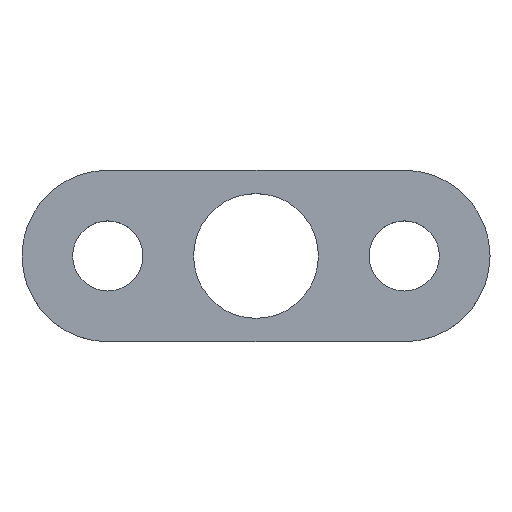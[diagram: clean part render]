
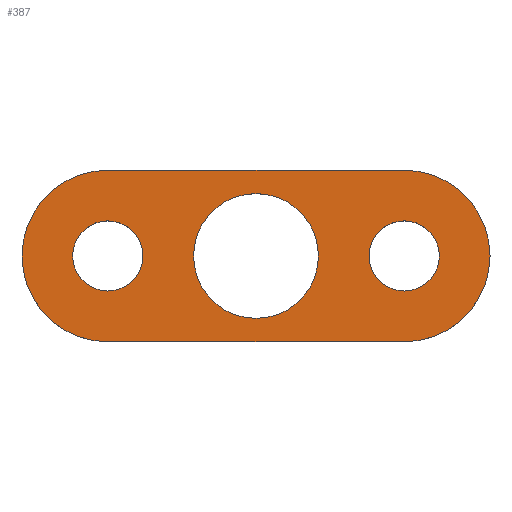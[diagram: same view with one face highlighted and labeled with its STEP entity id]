
A CAD part, top view. The second image highlights one B-rep face of the part: STEP entity #387.
In plain terms, the highlighted planar face has unit normal (0, 0, 1).
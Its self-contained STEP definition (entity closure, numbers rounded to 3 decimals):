
#5 = ORIENTED_EDGE ( 'NONE', *, *, #22, .F. ) ;
#10 = CARTESIAN_POINT ( 'NONE',  ( -9.5, -5.5, 2. ) ) ;
#15 = FACE_BOUND ( 'NONE', #410, .T. ) ;
#22 = EDGE_CURVE ( 'NONE', #159, #287, #413, .T. ) ;
#26 = CARTESIAN_POINT ( 'NONE',  ( -9.5, -5.5, 2. ) ) ;
#27 = AXIS2_PLACEMENT_3D ( 'NONE', #86, #303, #195 ) ;
#34 = DIRECTION ( 'NONE',  ( 0., 0., 1. ) ) ;
#36 = DIRECTION ( 'NONE',  ( 1., 0., 0. ) ) ;
#45 = CARTESIAN_POINT ( 'NONE',  ( -9.5, 0., 2. ) ) ;
#46 = VERTEX_POINT ( 'NONE', #26 ) ;
#48 = DIRECTION ( 'NONE',  ( 1., 0., 0. ) ) ;
#53 = EDGE_LOOP ( 'NONE', ( #5, #117 ) ) ;
#55 = CARTESIAN_POINT ( 'NONE',  ( -9.5, 5.5, 2. ) ) ;
#58 = EDGE_CURVE ( 'NONE', #375, #290, #87, .T. ) ;
#61 = CARTESIAN_POINT ( 'NONE',  ( 9.5, 5.5, 2. ) ) ;
#65 = DIRECTION ( 'NONE',  ( 0., 0., 1. ) ) ;
#66 = AXIS2_PLACEMENT_3D ( 'NONE', #45, #191, #248 ) ;
#69 = DIRECTION ( 'NONE',  ( 1., 0., 0. ) ) ;
#73 = CARTESIAN_POINT ( 'NONE',  ( 7.25, 0., 2. ) ) ;
#82 = EDGE_LOOP ( 'NONE', ( #119, #445 ) ) ;
#85 = ORIENTED_EDGE ( 'NONE', *, *, #327, .F. ) ;
#86 = CARTESIAN_POINT ( 'NONE',  ( -9.5, 0., 2. ) ) ;
#87 = CIRCLE ( 'NONE', #311, 5.5 ) ;
#93 = CARTESIAN_POINT ( 'NONE',  ( 9.5, 0., 2. ) ) ;
#101 = DIRECTION ( 'NONE',  ( 1., 0., 0. ) ) ;
#115 = ORIENTED_EDGE ( 'NONE', *, *, #184, .T. ) ;
#116 = EDGE_CURVE ( 'NONE', #222, #126, #234, .T. ) ;
#117 = ORIENTED_EDGE ( 'NONE', *, *, #198, .F. ) ;
#119 = ORIENTED_EDGE ( 'NONE', *, *, #262, .F. ) ;
#126 = VERTEX_POINT ( 'NONE', #273 ) ;
#140 = CARTESIAN_POINT ( 'NONE',  ( -11.75, 0., 2. ) ) ;
#153 = AXIS2_PLACEMENT_3D ( 'NONE', #163, #205, #379 ) ;
#155 = VERTEX_POINT ( 'NONE', #140 ) ;
#157 = ORIENTED_EDGE ( 'NONE', *, *, #175, .T. ) ;
#158 = DIRECTION ( 'NONE',  ( 1., 0., 0. ) ) ;
#159 = VERTEX_POINT ( 'NONE', #461 ) ;
#162 = DIRECTION ( 'NONE',  ( 0., 0., 1. ) ) ;
#163 = CARTESIAN_POINT ( 'NONE',  ( 0., 0., 2. ) ) ;
#168 = VECTOR ( 'NONE', #440, 1000. ) ;
#175 = EDGE_CURVE ( 'NONE', #46, #375, #438, .T. ) ;
#179 = CARTESIAN_POINT ( 'NONE',  ( -7.25, 0., 2. ) ) ;
#184 = EDGE_CURVE ( 'NONE', #437, #46, #405, .T. ) ;
#188 = ORIENTED_EDGE ( 'NONE', *, *, #58, .T. ) ;
#191 = DIRECTION ( 'NONE',  ( 0., 0., 1. ) ) ;
#195 = DIRECTION ( 'NONE',  ( 1., 0., 0. ) ) ;
#198 = EDGE_CURVE ( 'NONE', #287, #159, #289, .T. ) ;
#200 = AXIS2_PLACEMENT_3D ( 'NONE', #93, #162, #158 ) ;
#204 = DIRECTION ( 'NONE',  ( 1., 0., 0. ) ) ;
#205 = DIRECTION ( 'NONE',  ( 0., 0., 1. ) ) ;
#206 = EDGE_CURVE ( 'NONE', #338, #437, #266, .T. ) ;
#220 = ORIENTED_EDGE ( 'NONE', *, *, #305, .T. ) ;
#221 = CARTESIAN_POINT ( 'NONE',  ( -9.5, 0., 2. ) ) ;
#222 = VERTEX_POINT ( 'NONE', #73 ) ;
#225 = AXIS2_PLACEMENT_3D ( 'NONE', #365, #34, #330 ) ;
#234 = CIRCLE ( 'NONE', #276, 2.25 ) ;
#239 = CARTESIAN_POINT ( 'NONE',  ( 9.5, 0., 2. ) ) ;
#247 = CIRCLE ( 'NONE', #200, 2.25 ) ;
#248 = DIRECTION ( 'NONE',  ( 1., 0., 0. ) ) ;
#249 = EDGE_CURVE ( 'NONE', #155, #253, #369, .T. ) ;
#250 = AXIS2_PLACEMENT_3D ( 'NONE', #221, #353, #429 ) ;
#253 = VERTEX_POINT ( 'NONE', #179 ) ;
#262 = EDGE_CURVE ( 'NONE', #126, #222, #247, .T. ) ;
#266 = CIRCLE ( 'NONE', #66, 5.5 ) ;
#271 = ORIENTED_EDGE ( 'NONE', *, *, #206, .T. ) ;
#272 = CARTESIAN_POINT ( 'NONE',  ( -9.5, 5.5, 2. ) ) ;
#273 = CARTESIAN_POINT ( 'NONE',  ( 11.75, 0., 2. ) ) ;
#276 = AXIS2_PLACEMENT_3D ( 'NONE', #315, #280, #69 ) ;
#280 = DIRECTION ( 'NONE',  ( 0., 0., 1. ) ) ;
#287 = VERTEX_POINT ( 'NONE', #411 ) ;
#289 = CIRCLE ( 'NONE', #225, 4. ) ;
#290 = VERTEX_POINT ( 'NONE', #61 ) ;
#292 = EDGE_LOOP ( 'NONE', ( #271, #115, #157, #188, #220 ) ) ;
#296 = ORIENTED_EDGE ( 'NONE', *, *, #249, .F. ) ;
#299 = LINE ( 'NONE', #55, #168 ) ;
#301 = CIRCLE ( 'NONE', #392, 2.25 ) ;
#303 = DIRECTION ( 'NONE',  ( 0., 0., 1. ) ) ;
#305 = EDGE_CURVE ( 'NONE', #290, #338, #299, .T. ) ;
#311 = AXIS2_PLACEMENT_3D ( 'NONE', #239, #65, #101 ) ;
#315 = CARTESIAN_POINT ( 'NONE',  ( 9.5, 0., 2. ) ) ;
#327 = EDGE_CURVE ( 'NONE', #253, #155, #301, .T. ) ;
#330 = DIRECTION ( 'NONE',  ( 1., 0., 0. ) ) ;
#337 = CARTESIAN_POINT ( 'NONE',  ( -9.5, 0., 2. ) ) ;
#338 = VERTEX_POINT ( 'NONE', #272 ) ;
#339 = DIRECTION ( 'NONE',  ( 0., 0., 1. ) ) ;
#353 = DIRECTION ( 'NONE',  ( 0., 0., 1. ) ) ;
#356 = CARTESIAN_POINT ( 'NONE',  ( -9.5, 0., 2. ) ) ;
#365 = CARTESIAN_POINT ( 'NONE',  ( 0., 0., 2. ) ) ;
#369 = CIRCLE ( 'NONE', #396, 2.25 ) ;
#374 = PLANE ( 'NONE',  #27 ) ;
#375 = VERTEX_POINT ( 'NONE', #452 ) ;
#379 = DIRECTION ( 'NONE',  ( 1., 0., 0. ) ) ;
#387 = ADVANCED_FACE ( 'NONE', ( #15, #402, #444, #406 ), #374, .T. ) ;
#392 = AXIS2_PLACEMENT_3D ( 'NONE', #337, #339, #204 ) ;
#393 = DIRECTION ( 'NONE',  ( 0., 0., 1. ) ) ;
#396 = AXIS2_PLACEMENT_3D ( 'NONE', #356, #393, #36 ) ;
#402 = FACE_BOUND ( 'NONE', #82, .T. ) ;
#405 = CIRCLE ( 'NONE', #250, 5.5 ) ;
#406 = FACE_BOUND ( 'NONE', #53, .T. ) ;
#410 = EDGE_LOOP ( 'NONE', ( #85, #296 ) ) ;
#411 = CARTESIAN_POINT ( 'NONE',  ( 4., 0., 2. ) ) ;
#413 = CIRCLE ( 'NONE', #153, 4. ) ;
#427 = CARTESIAN_POINT ( 'NONE',  ( -15., 0., 2. ) ) ;
#429 = DIRECTION ( 'NONE',  ( 1., 0., 0. ) ) ;
#437 = VERTEX_POINT ( 'NONE', #427 ) ;
#438 = LINE ( 'NONE', #10, #443 ) ;
#440 = DIRECTION ( 'NONE',  ( -1., 0., 0. ) ) ;
#443 = VECTOR ( 'NONE', #48, 1000. ) ;
#444 = FACE_OUTER_BOUND ( 'NONE', #292, .T. ) ;
#445 = ORIENTED_EDGE ( 'NONE', *, *, #116, .F. ) ;
#452 = CARTESIAN_POINT ( 'NONE',  ( 9.5, -5.5, 2. ) ) ;
#461 = CARTESIAN_POINT ( 'NONE',  ( -4., 0., 2. ) ) ;
